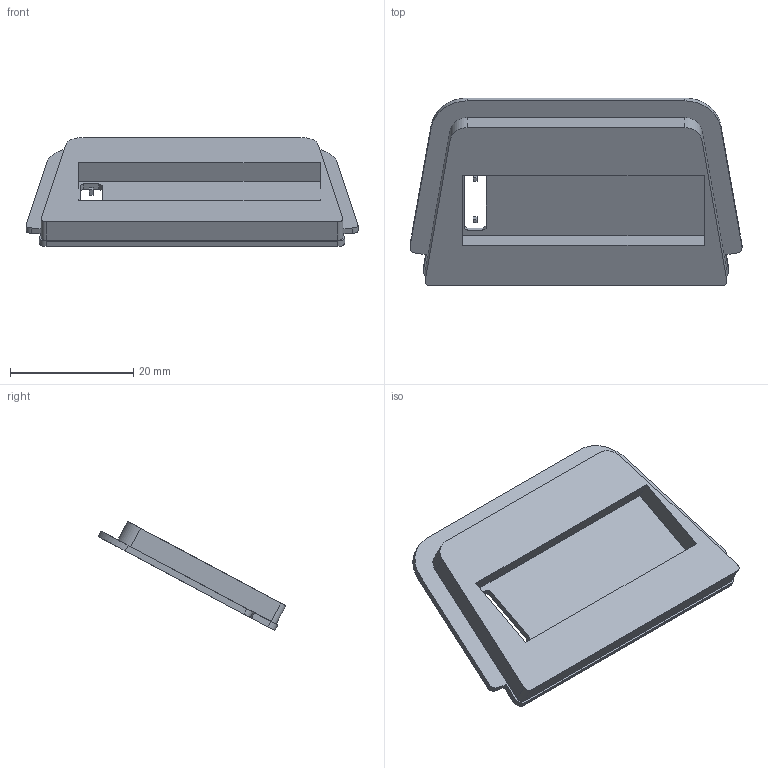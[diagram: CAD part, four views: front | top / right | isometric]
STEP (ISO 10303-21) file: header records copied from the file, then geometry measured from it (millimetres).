
FILE_DESCRIPTION(/* description */ (''),/* implementation_level */ '2;1');
FILE_NAME(/* name */ 'screen holder.step',/* time_stamp */ '2025-06-23T17:38:41-04:00',/* author */ (''),/* organization */ (''),/* preprocessor_version */ 'ST-DEVELOPER v20.1',/* originating_system */ 'Autodesk Translation Framework v14.10.0.0',/* authorisation */ '');
FILE_SCHEMA (('AUTOMOTIVE_DESIGN { 1 0 10303 214 3 1 1 }'));
Length unit declared in the file: millimetre
Products named in the file (2): engipad; Screen Holder
Assembly tree (1 placements, depth 2):
  engipad
    Screen Holder
Bounding box: 53.78 x 30.43 x 17.65 mm (x, y, z)
Volume: 4239.7 mm3; surface area: 4163.1 mm2
Topology: 3 solids, 3 shells, 50 faces, 126 edges, 84 vertices
Faces by surface type: plane 40, cylinder 10
Entity records: 1573 total; most frequent: CARTESIAN_POINT 263, ORIENTED_EDGE 252, DIRECTION 252, EDGE_CURVE 126, LINE 106, VECTOR 106, VERTEX_POINT 84, AXIS2_PLACEMENT_3D 73
